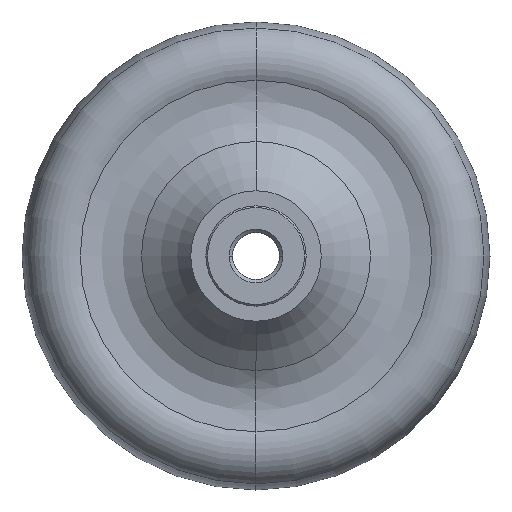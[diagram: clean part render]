
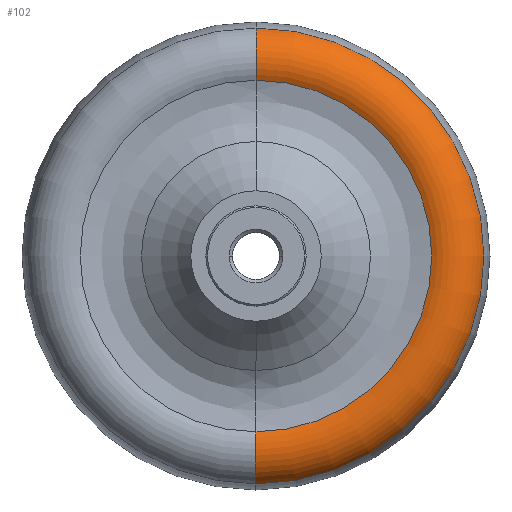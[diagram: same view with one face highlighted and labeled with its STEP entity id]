
A CAD part, left-side view. The second image highlights one B-rep face of the part: STEP entity #102.
In plain terms, the highlighted toroidal (fillet/blend) face has major radius 58 mm and minor radius 11 mm.
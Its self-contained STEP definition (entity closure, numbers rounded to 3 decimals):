
#102 = ADVANCED_FACE( '', ( #166 ), #167, .T. );
#166 = FACE_OUTER_BOUND( '', #238, .T. );
#167 = TOROIDAL_SURFACE( '', #239, 58., 11. );
#238 = EDGE_LOOP( '', ( #460, #461, #462, #463 ) );
#239 = AXIS2_PLACEMENT_3D( '', #464, #465, #466 );
#460 = ORIENTED_EDGE( '', *, *, #535, .T. );
#461 = ORIENTED_EDGE( '', *, *, #533, .F. );
#462 = ORIENTED_EDGE( '', *, *, #538, .T. );
#463 = ORIENTED_EDGE( '', *, *, #585, .T. );
#464 = CARTESIAN_POINT( '', ( 36., 0., 0. ) );
#465 = DIRECTION( '', ( -1., 0., 0. ) );
#466 = DIRECTION( '', ( 0., 0., 1. ) );
#533 = EDGE_CURVE( '', #626, #628, #629, .T. );
#535 = EDGE_CURVE( '', #631, #628, #632, .T. );
#538 = EDGE_CURVE( '', #626, #635, #637, .T. );
#585 = EDGE_CURVE( '', #635, #631, #711, .T. );
#626 = VERTEX_POINT( '', #758 );
#628 = VERTEX_POINT( '', #760 );
#629 = CIRCLE( '', #761, 52.566 );
#631 = VERTEX_POINT( '', #763 );
#632 = CIRCLE( '', #764, 11. );
#635 = VERTEX_POINT( '', #767 );
#637 = CIRCLE( '', #769, 11. );
#711 = CIRCLE( '', #849, 68.159 );
#758 = CARTESIAN_POINT( '', ( 26.436, 0., -52.566 ) );
#760 = CARTESIAN_POINT( '', ( 26.436, 0., 52.566 ) );
#761 = AXIS2_PLACEMENT_3D( '', #908, #909, #910 );
#763 = CARTESIAN_POINT( '', ( 31.782, 0., 68.159 ) );
#764 = AXIS2_PLACEMENT_3D( '', #914, #915, #916 );
#767 = CARTESIAN_POINT( '', ( 31.782, 0., -68.159 ) );
#769 = AXIS2_PLACEMENT_3D( '', #923, #924, #925 );
#849 = AXIS2_PLACEMENT_3D( '', #1052, #1053, #1054 );
#908 = CARTESIAN_POINT( '', ( 26.436, 0., 0. ) );
#909 = DIRECTION( '', ( -1., 0., 0. ) );
#910 = DIRECTION( '', ( 0., 1., 0. ) );
#914 = CARTESIAN_POINT( '', ( 36., 0., 58. ) );
#915 = DIRECTION( '', ( 0., -1., 0. ) );
#916 = DIRECTION( '', ( 0., 0., 1. ) );
#923 = CARTESIAN_POINT( '', ( 36., 0., -58. ) );
#924 = DIRECTION( '', ( 0., -1., 0. ) );
#925 = DIRECTION( '', ( 0., 0., -1. ) );
#1052 = CARTESIAN_POINT( '', ( 31.782, 0., 0. ) );
#1053 = DIRECTION( '', ( -1., 0., 0. ) );
#1054 = DIRECTION( '', ( 0., 1., 0. ) );
